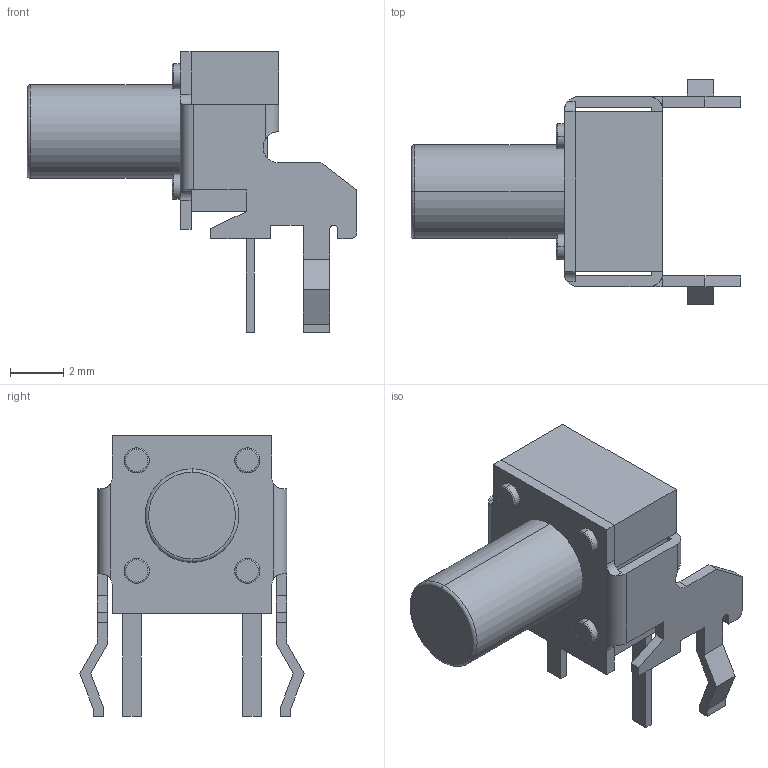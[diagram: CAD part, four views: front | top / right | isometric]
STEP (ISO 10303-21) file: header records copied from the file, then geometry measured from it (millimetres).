
FILE_DESCRIPTION((''),'2;1');
FILE_NAME('PB_TYCO_1-1825027-1.stp','2013-04-17T12:02:16',(''),(''),'Mechanical Desktop 2011','Mechanical Desktop 2011',', , ');
FILE_SCHEMA(('AUTOMOTIVE_DESIGN { 1 2 10303 214 1 1 1 1 }'));
Length unit declared in the file: millimetre
Products named in the file (1): Product
Bounding box: 12.36 x 8.41 x 10.52 mm (x, y, z)
Volume: 207.1 mm3; surface area: 549.6 mm2
Topology: 11 solids, 11 shells, 138 faces, 336 edges, 220 vertices
Faces by surface type: plane 89, cylinder 24, bspline 15, torus 10
Entity records: 4186 total; most frequent: CARTESIAN_POINT 884, ORIENTED_EDGE 672, DIRECTION 646, EDGE_CURVE 336, VECTOR 262, LINE 262, VERTEX_POINT 220, AXIS2_PLACEMENT_3D 192
